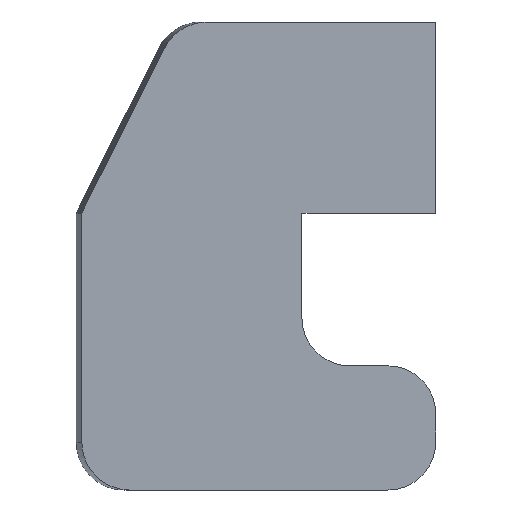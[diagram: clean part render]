
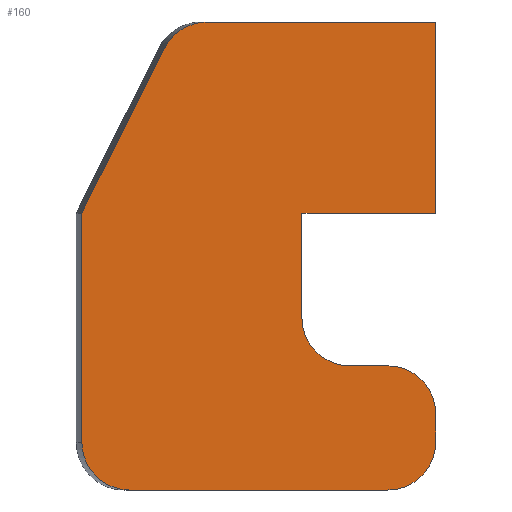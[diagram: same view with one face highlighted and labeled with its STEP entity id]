
A CAD part, front view. The second image highlights one B-rep face of the part: STEP entity #160.
In plain terms, the highlighted planar face has unit normal (0, -1, 0).
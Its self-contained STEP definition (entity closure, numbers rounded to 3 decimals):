
#4 = CARTESIAN_POINT ( 'NONE',  ( -21.685, -1.5, -2.9 ) ) ;
#10 = CARTESIAN_POINT ( 'NONE',  ( -22.054, -1.5, -2.4 ) ) ;
#12 = CARTESIAN_POINT ( 'NONE',  ( -18.35, -1.5, -2.4 ) ) ;
#13 = PLANE ( 'NONE',  #579 ) ;
#14 = CIRCLE ( 'NONE', #389, 0.5 ) ;
#15 = AXIS2_PLACEMENT_3D ( 'NONE', #458, #132, #375 ) ;
#19 = EDGE_CURVE ( 'NONE', #534, #492, #14, .T. ) ;
#28 = ORIENTED_EDGE ( 'NONE', *, *, #622, .F. ) ;
#30 = CARTESIAN_POINT ( 'NONE',  ( -18.35, -1.5, 2. ) ) ;
#35 = CARTESIAN_POINT ( 'NONE',  ( -21.19, -1.5, 1.724 ) ) ;
#42 = EDGE_CURVE ( 'NONE', #125, #577, #66, .T. ) ;
#43 = CARTESIAN_POINT ( 'NONE',  ( -19.25, -1.5, -1.6 ) ) ;
#46 = VECTOR ( 'NONE', #225, 1000. ) ;
#53 = LINE ( 'NONE', #300, #117 ) ;
#59 = CARTESIAN_POINT ( 'NONE',  ( -22.054, -1.5, -2.4 ) ) ;
#61 = EDGE_CURVE ( 'NONE', #185, #361, #53, .T. ) ;
#62 = CARTESIAN_POINT ( 'NONE',  ( -18.85, -1.5, -2.4 ) ) ;
#66 = CIRCLE ( 'NONE', #369, 0.5 ) ;
#74 = CARTESIAN_POINT ( 'NONE',  ( -19.75, -1.5, -2.9 ) ) ;
#76 = VECTOR ( 'NONE', #448, 1000. ) ;
#82 = ORIENTED_EDGE ( 'NONE', *, *, #149, .T. ) ;
#92 = EDGE_CURVE ( 'NONE', #492, #326, #395, .T. ) ;
#96 = DIRECTION ( 'NONE',  ( 1., 0., 0. ) ) ;
#108 = EDGE_CURVE ( 'NONE', #414, #275, #343, .T. ) ;
#117 = VECTOR ( 'NONE', #96, 1000. ) ;
#124 = CARTESIAN_POINT ( 'NONE',  ( -19.75, -1.5, -2.9 ) ) ;
#125 = VERTEX_POINT ( 'NONE', #589 ) ;
#126 = DIRECTION ( 'NONE',  ( 0., -1., 0. ) ) ;
#127 = ORIENTED_EDGE ( 'NONE', *, *, #61, .F. ) ;
#132 = DIRECTION ( 'NONE',  ( 0., 1., 0. ) ) ;
#136 = EDGE_LOOP ( 'NONE', ( #574, #425, #305, #560, #607, #28, #605, #554, #280, #82, #250, #175, #127, #613 ) ) ;
#141 = CARTESIAN_POINT ( 'NONE',  ( -18.35, -1.5, 2.258 ) ) ;
#147 = B_SPLINE_CURVE_WITH_KNOTS ( 'NONE', 3,
 ( #603, #360, #366, #595, #559, #412 ),
 .UNSPECIFIED., .F., .F.,
 ( 4, 2, 4 ),
 ( 0.003, 0.003, 0.003 ),
 .UNSPECIFIED. ) ;
#149 = EDGE_CURVE ( 'NONE', #432, #414, #449, .T. ) ;
#150 = VECTOR ( 'NONE', #434, 1000. ) ;
#154 = EDGE_CURVE ( 'NONE', #244, #185, #147, .T. ) ;
#155 = CARTESIAN_POINT ( 'NONE',  ( -21.478, -1.5, 1.149 ) ) ;
#156 = DIRECTION ( 'NONE',  ( 0., -1., 0. ) ) ;
#160 = ADVANCED_FACE ( 'NONE', ( #455 ), #13, .T. ) ;
#161 = CARTESIAN_POINT ( 'NONE',  ( -21.553, -1.5, -2.9 ) ) ;
#174 = LINE ( 'NONE', #363, #568 ) ;
#175 = ORIENTED_EDGE ( 'NONE', *, *, #268, .F. ) ;
#185 = VERTEX_POINT ( 'NONE', #211 ) ;
#207 = CARTESIAN_POINT ( 'NONE',  ( -21.19, -1.5, 1.724 ) ) ;
#209 = DIRECTION ( 'NONE',  ( -1., 0., 0. ) ) ;
#211 = CARTESIAN_POINT ( 'NONE',  ( -20.741, -1.5, 2. ) ) ;
#213 = CARTESIAN_POINT ( 'NONE',  ( -18.35, -1.5, 2.258 ) ) ;
#225 = DIRECTION ( 'NONE',  ( 0., 0., -1. ) ) ;
#226 = EDGE_CURVE ( 'NONE', #469, #524, #174, .T. ) ;
#230 = VECTOR ( 'NONE', #356, 1000. ) ;
#231 = EDGE_CURVE ( 'NONE', #125, #461, #404, .T. ) ;
#244 = VERTEX_POINT ( 'NONE', #35 ) ;
#245 = CARTESIAN_POINT ( 'NONE',  ( -22.054, -1.5, -2.532 ) ) ;
#247 = B_SPLINE_CURVE_WITH_KNOTS ( 'NONE', 3,
 ( #10, #245, #427, #338, #4, #291 ),
 .UNSPECIFIED., .F., .F.,
 ( 4, 2, 4 ),
 ( 0., 0., 0.001 ),
 .UNSPECIFIED. ) ;
#250 = ORIENTED_EDGE ( 'NONE', *, *, #108, .T. ) ;
#252 = DIRECTION ( 'NONE',  ( -1., 0., 0. ) ) ;
#258 = CARTESIAN_POINT ( 'NONE',  ( -22.054, -1.5, 0. ) ) ;
#268 = EDGE_CURVE ( 'NONE', #361, #275, #573, .T. ) ;
#275 = VERTEX_POINT ( 'NONE', #285 ) ;
#280 = ORIENTED_EDGE ( 'NONE', *, *, #353, .T. ) ;
#285 = CARTESIAN_POINT ( 'NONE',  ( -18.35, -1.5, 0. ) ) ;
#291 = CARTESIAN_POINT ( 'NONE',  ( -21.553, -1.5, -2.9 ) ) ;
#298 = CARTESIAN_POINT ( 'NONE',  ( -19.75, -1.5, -1.1 ) ) ;
#300 = CARTESIAN_POINT ( 'NONE',  ( 0., -1.5, 2. ) ) ;
#305 = ORIENTED_EDGE ( 'NONE', *, *, #508, .T. ) ;
#311 = VECTOR ( 'NONE', #431, 1000. ) ;
#315 = LINE ( 'NONE', #355, #76 ) ;
#326 = VERTEX_POINT ( 'NONE', #43 ) ;
#338 = CARTESIAN_POINT ( 'NONE',  ( -21.815, -1.5, -2.846 ) ) ;
#339 = CARTESIAN_POINT ( 'NONE',  ( -18.85, -1.5, -2.1 ) ) ;
#343 = LINE ( 'NONE', #544, #150 ) ;
#353 = EDGE_CURVE ( 'NONE', #326, #432, #591, .T. ) ;
#355 = CARTESIAN_POINT ( 'NONE',  ( -18.35, -1.5, -2.9 ) ) ;
#356 = DIRECTION ( 'NONE',  ( -1., 0., 0. ) ) ;
#360 = CARTESIAN_POINT ( 'NONE',  ( -21.149, -1.5, 1.806 ) ) ;
#361 = VERTEX_POINT ( 'NONE', #30 ) ;
#362 = CARTESIAN_POINT ( 'NONE',  ( -22.054, -1.5, 0. ) ) ;
#363 = CARTESIAN_POINT ( 'NONE',  ( -22.054, -1.5, -2.9 ) ) ;
#366 = CARTESIAN_POINT ( 'NONE',  ( -21.083, -1.5, 1.877 ) ) ;
#369 = AXIS2_PLACEMENT_3D ( 'NONE', #62, #156, #209 ) ;
#375 = DIRECTION ( 'NONE',  ( -1., 0., 0. ) ) ;
#385 = CARTESIAN_POINT ( 'NONE',  ( -21.766, -1.5, 0.575 ) ) ;
#387 = CARTESIAN_POINT ( 'NONE',  ( -19.75, -1.5, 0. ) ) ;
#389 = AXIS2_PLACEMENT_3D ( 'NONE', #339, #530, #252 ) ;
#395 = LINE ( 'NONE', #586, #311 ) ;
#404 = LINE ( 'NONE', #124, #230 ) ;
#405 = EDGE_CURVE ( 'NONE', #524, #244, #527, .T. ) ;
#407 = DIRECTION ( 'NONE',  ( 0., 0., -1. ) ) ;
#412 = CARTESIAN_POINT ( 'NONE',  ( -20.741, -1.5, 2. ) ) ;
#414 = VERTEX_POINT ( 'NONE', #387 ) ;
#425 = ORIENTED_EDGE ( 'NONE', *, *, #226, .F. ) ;
#427 = CARTESIAN_POINT ( 'NONE',  ( -22., -1.5, -2.662 ) ) ;
#431 = DIRECTION ( 'NONE',  ( -1., 0., 0. ) ) ;
#432 = VERTEX_POINT ( 'NONE', #298 ) ;
#434 = DIRECTION ( 'NONE',  ( 1., 0., 0. ) ) ;
#448 = DIRECTION ( 'NONE',  ( 0., 0., -1. ) ) ;
#449 = LINE ( 'NONE', #74, #598 ) ;
#455 = FACE_OUTER_BOUND ( 'NONE', #136, .T. ) ;
#458 = CARTESIAN_POINT ( 'NONE',  ( -19.25, -1.5, -1.1 ) ) ;
#461 = VERTEX_POINT ( 'NONE', #161 ) ;
#469 = VERTEX_POINT ( 'NONE', #59 ) ;
#492 = VERTEX_POINT ( 'NONE', #543 ) ;
#505 = CARTESIAN_POINT ( 'NONE',  ( -18.35, -1.5, -2.1 ) ) ;
#508 = EDGE_CURVE ( 'NONE', #469, #461, #247, .T. ) ;
#524 = VERTEX_POINT ( 'NONE', #362 ) ;
#527 = B_SPLINE_CURVE_WITH_KNOTS ( 'NONE', 3,
 ( #258, #385, #155, #207 ),
 .UNSPECIFIED., .F., .F.,
 ( 4, 4 ),
 ( 0.005, 0.007 ),
 .UNSPECIFIED. ) ;
#530 = DIRECTION ( 'NONE',  ( 0., -1., 0. ) ) ;
#534 = VERTEX_POINT ( 'NONE', #505 ) ;
#543 = CARTESIAN_POINT ( 'NONE',  ( -18.85, -1.5, -1.6 ) ) ;
#544 = CARTESIAN_POINT ( 'NONE',  ( 0., -1.5, 0. ) ) ;
#545 = DIRECTION ( 'NONE',  ( 0., 0., 1. ) ) ;
#554 = ORIENTED_EDGE ( 'NONE', *, *, #92, .T. ) ;
#556 = DIRECTION ( 'NONE',  ( 0., 0., 1. ) ) ;
#559 = CARTESIAN_POINT ( 'NONE',  ( -20.834, -1.5, 2. ) ) ;
#560 = ORIENTED_EDGE ( 'NONE', *, *, #231, .F. ) ;
#568 = VECTOR ( 'NONE', #556, 1000. ) ;
#573 = LINE ( 'NONE', #141, #46 ) ;
#574 = ORIENTED_EDGE ( 'NONE', *, *, #405, .F. ) ;
#577 = VERTEX_POINT ( 'NONE', #12 ) ;
#579 = AXIS2_PLACEMENT_3D ( 'NONE', #213, #126, #407 ) ;
#586 = CARTESIAN_POINT ( 'NONE',  ( -18.35, -1.5, -1.6 ) ) ;
#589 = CARTESIAN_POINT ( 'NONE',  ( -18.85, -1.5, -2.9 ) ) ;
#591 = CIRCLE ( 'NONE', #15, 0.5 ) ;
#595 = CARTESIAN_POINT ( 'NONE',  ( -20.926, -1.5, 1.974 ) ) ;
#598 = VECTOR ( 'NONE', #545, 1000. ) ;
#603 = CARTESIAN_POINT ( 'NONE',  ( -21.19, -1.5, 1.724 ) ) ;
#605 = ORIENTED_EDGE ( 'NONE', *, *, #19, .T. ) ;
#607 = ORIENTED_EDGE ( 'NONE', *, *, #42, .T. ) ;
#613 = ORIENTED_EDGE ( 'NONE', *, *, #154, .F. ) ;
#622 = EDGE_CURVE ( 'NONE', #534, #577, #315, .T. ) ;
